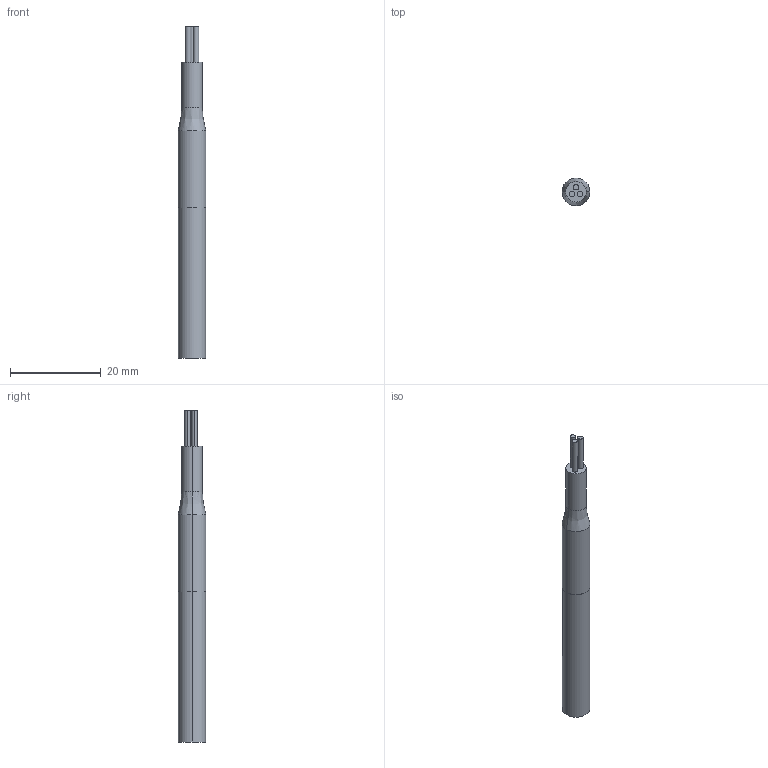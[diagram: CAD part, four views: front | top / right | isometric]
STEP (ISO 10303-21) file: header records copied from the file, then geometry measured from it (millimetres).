
FILE_DESCRIPTION (( 'STEP AP214' ), '1' );
FILE_NAME ('Me Temperature Sensor Waterproof(DS18B20) V1.0.step', '2016-10-28T06:59:58', ( 'dell' ), ( '' ), 'SwSTEP 2.0', 'SolidWorks 2013', '' );
FILE_SCHEMA (( 'AUTOMOTIVE_DESIGN' ));
Length unit declared in the file: millimetre
Products named in the file (1): Me Temperature Sensor Waterproof(DS18B20) V1.0
Bounding box: 6.1 x 6.1 x 73 mm (x, y, z)
Volume: 1719.2 mm3; surface area: 1306.2 mm2
Topology: 1 solids, 1 shells, 20 faces, 38 edges, 24 vertices
Faces by surface type: cylinder 12, plane 6, bspline 2
Entity records: 782 total; most frequent: CARTESIAN_POINT 109, DIRECTION 98, ORIENTED_EDGE 76, AXIS2_PLACEMENT_3D 43, EDGE_CURVE 38, EDGE_LOOP 24, CIRCLE 24, VERTEX_POINT 24
